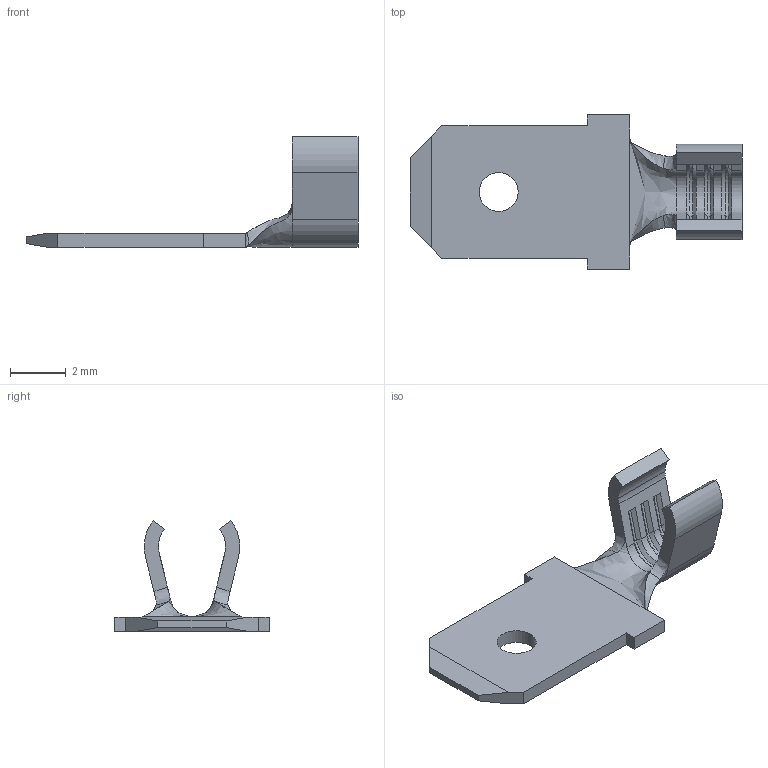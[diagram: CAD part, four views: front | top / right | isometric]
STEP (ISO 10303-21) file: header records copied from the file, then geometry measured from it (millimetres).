
FILE_DESCRIPTION (( 'STEP AP203' ), '1' );
FILE_NAME ('07931.STEP', '2015-01-29T13:21:57', ( '' ), ( '' ), 'SwSTEP 2.0', 'SolidWorks 2014', '' );
FILE_SCHEMA (( 'CONFIG_CONTROL_DESIGN' ));
Length unit declared in the file: inch
Products named in the file (1): 07931
Bounding box: 11.89 x 5.54 x 3.96 mm (x, y, z)
Volume: 30.1 mm3; surface area: 147.8 mm2
Topology: 1 solids, 1 shells, 114 faces, 292 edges, 184 vertices
Faces by surface type: plane 84, cylinder 16, bspline 8, cone 6
Entity records: 3732 total; most frequent: CARTESIAN_POINT 936, ORIENTED_EDGE 584, DIRECTION 518, EDGE_CURVE 292, LINE 240, VECTOR 240, VERTEX_POINT 184, AXIS2_PLACEMENT_3D 139
